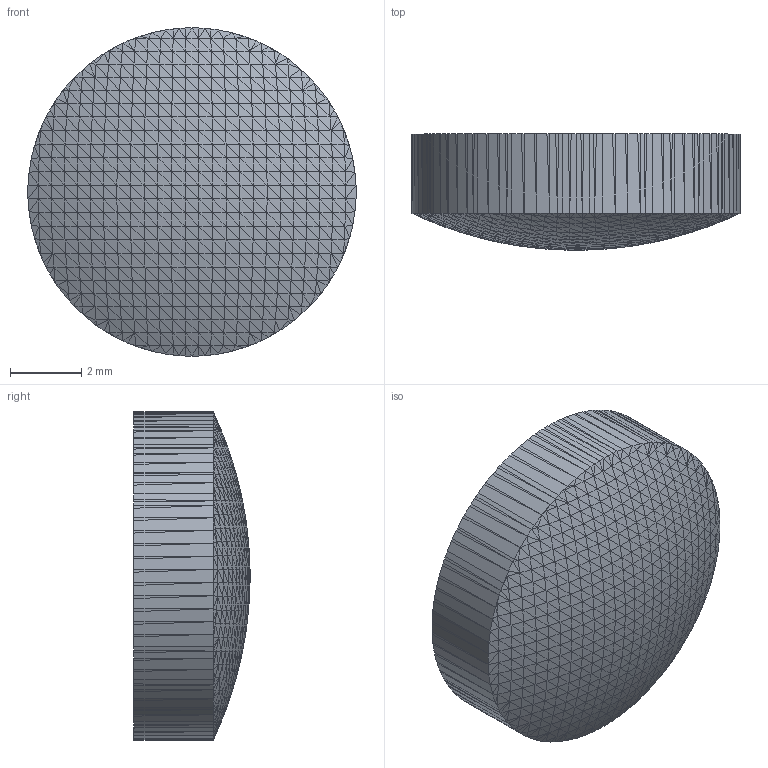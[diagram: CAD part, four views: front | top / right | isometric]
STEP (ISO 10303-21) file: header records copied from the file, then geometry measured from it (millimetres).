
FILE_DESCRIPTION(/* description */ (''),/* implementation_level */ '2;1');
FILE_NAME(/* name */ 'TopButton.step',/* time_stamp */ '2026-02-19T15:38:58+01:00',/* author */ (''),/* organization */ (''),/* preprocessor_version */ 'ST-DEVELOPER v20.1',/* originating_system */ 'Autodesk Translation Framework v14.24.0.0',/* authorisation */ '');
FILE_SCHEMA (('AUTOMOTIVE_DESIGN { 1 0 10303 214 3 1 1 }'));
Length unit declared in the file: millimetre
Products named in the file (1): BMO Assistant
Bounding box: 9.23 x 3.27 x 9.24 mm (x, y, z)
Volume: 173.8 mm3; surface area: 213.6 mm2
Topology: 1 solids, 1 shells, 1251 faces, 2016 edges, 768 vertices
Faces by surface type: plane 1250, cylinder 1
Full cylindrical faces by diameter (mm): 3.7 x1
Entity records: 25697 total; most frequent: DIRECTION 4522, CARTESIAN_POINT 4036, ORIENTED_EDGE 4032, EDGE_CURVE 2016, LINE 2014, VECTOR 2014, AXIS2_PLACEMENT_3D 1254, EDGE_LOOP 1252
